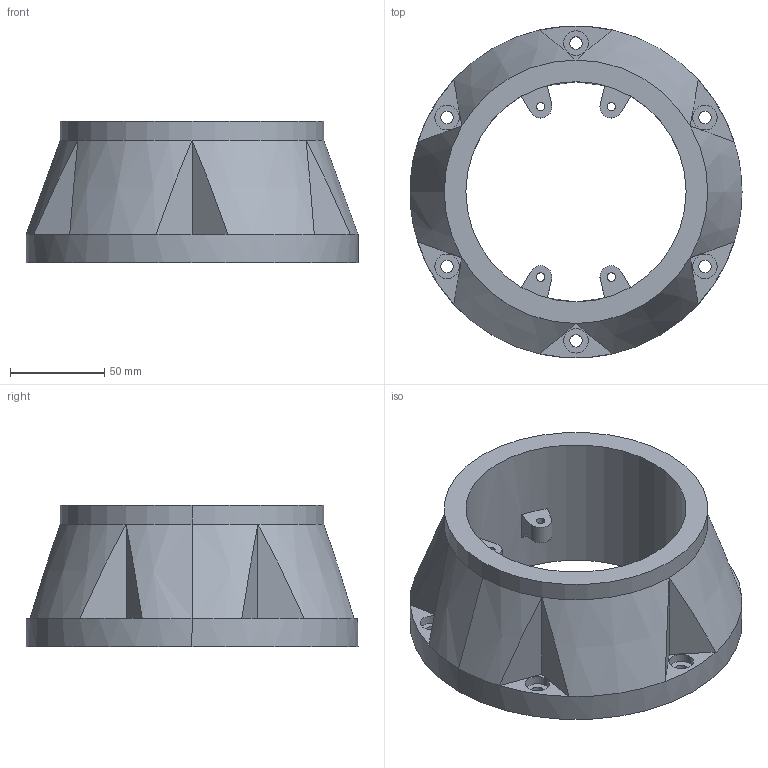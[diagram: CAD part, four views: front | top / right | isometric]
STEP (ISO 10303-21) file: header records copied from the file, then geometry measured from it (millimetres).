
FILE_DESCRIPTION (( 'STEP AP214' ), '1' );
FILE_NAME ('base.STEP', '2025-11-05T13:12:11', ( '' ), ( '' ), 'SwSTEP 2.0', 'SolidWorks 2025', '' );
FILE_SCHEMA (( 'AUTOMOTIVE_DESIGN' ));
Length unit declared in the file: millimetre
Products named in the file (1): base
Bounding box: 176.4 x 176.4 x 75 mm (x, y, z)
Volume: 665460.6 mm3; surface area: 93548.1 mm2
Topology: 1 solids, 1 shells, 109 faces, 253 edges, 160 vertices
Faces by surface type: cylinder 52, plane 46, cone 11
Entity records: 3268 total; most frequent: CARTESIAN_POINT 631, DIRECTION 587, ORIENTED_EDGE 506, EDGE_CURVE 253, AXIS2_PLACEMENT_3D 244, VERTEX_POINT 160, EDGE_LOOP 145, CIRCLE 134
